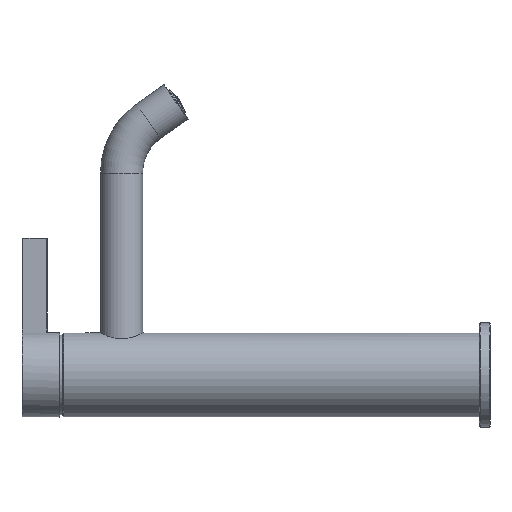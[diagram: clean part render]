
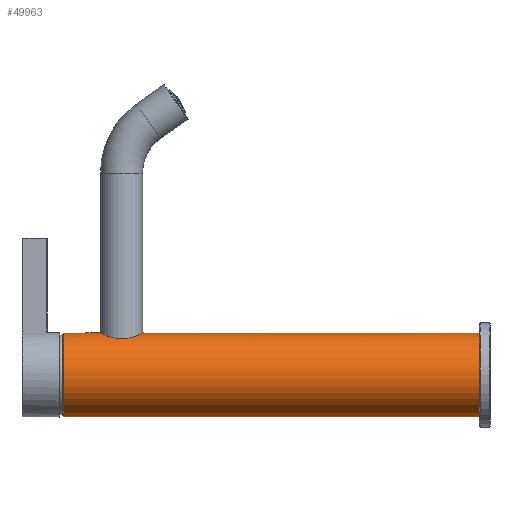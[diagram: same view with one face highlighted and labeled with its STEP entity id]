
A CAD part, left-side view. The second image highlights one B-rep face of the part: STEP entity #49963.
In plain terms, the highlighted cylindrical face has radius 20 mm (diameter 40 mm), a full revolution.
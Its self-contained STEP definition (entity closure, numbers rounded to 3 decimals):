
#8520=CYLINDRICAL_SURFACE('',#52790,20.);
#8808=B_SPLINE_CURVE_WITH_KNOTS('',3,(#68005,#68006,#68007,#68008,#68009,
#68010,#68011,#68012,#68013,#68014,#68015,#68016,#68017,#68018,#68019,#68020,
#68021,#68022,#68023,#68024,#68025,#68026),.UNSPECIFIED.,.T.,.F.,(1,1,1,
1,1,1,1,1,1,1,1,1,1,1,1,1,1,1,1,1,1,1,1,1,1,1),(-0.012,-0.008,
-0.004,0.,0.002,0.004,0.008,
0.012,0.016,0.021,0.025,
0.027,0.029,0.031,0.033,
0.037,0.041,0.045,0.049,
0.054,0.058,0.062,0.066,
0.068,0.07,0.074),.UNSPECIFIED.);
#12175=ORIENTED_EDGE('',*,*,#27567,.T.);
#12176=ORIENTED_EDGE('',*,*,#27568,.T.);
#12177=ORIENTED_EDGE('',*,*,#27566,.T.);
#27566=EDGE_CURVE('',#35271,#35271,#40440,.T.);
#27567=EDGE_CURVE('',#35272,#35272,#40441,.T.);
#27568=EDGE_CURVE('',#35273,#35273,#8808,.T.);
#35271=VERTEX_POINT('',#68001);
#35272=VERTEX_POINT('',#68004);
#35273=VERTEX_POINT('',#68027);
#40440=CIRCLE('',#52789,20.);
#40441=CIRCLE('',#52791,20.);
#41795=EDGE_LOOP('',(#12175));
#41796=EDGE_LOOP('',(#12176));
#41797=EDGE_LOOP('',(#12177));
#45079=FACE_BOUND('',#41795,.T.);
#45080=FACE_BOUND('',#41796,.T.);
#45081=FACE_BOUND('',#41797,.T.);
#49963=ADVANCED_FACE('',(#45079,#45080,#45081),#8520,.T.);
#52789=AXIS2_PLACEMENT_3D('',#68000,#56886,#56887);
#52790=AXIS2_PLACEMENT_3D('',#68002,#56888,#56889);
#52791=AXIS2_PLACEMENT_3D('',#68003,#56890,#56891);
#56886=DIRECTION('',(0.,-1.,0.));
#56887=DIRECTION('',(-1.,0.,0.));
#56888=DIRECTION('',(0.,1.,0.));
#56889=DIRECTION('',(1.,0.,0.));
#56890=DIRECTION('',(0.,1.,0.));
#56891=DIRECTION('',(0.,0.,1.));
#68000=CARTESIAN_POINT('',(0.,137.5,0.));
#68001=CARTESIAN_POINT('',(-20.,137.5,0.));
#68002=CARTESIAN_POINT('',(0.,-6.9,0.));
#68003=CARTESIAN_POINT('',(0.,-59.9,0.));
#68004=CARTESIAN_POINT('',(0.,-59.9,20.));
#68005=CARTESIAN_POINT('',(19.24,114.091,5.55));
#68006=CARTESIAN_POINT('',(19.431,110.69,4.732));
#68007=CARTESIAN_POINT('',(19.353,107.941,5.055));
#68008=CARTESIAN_POINT('',(19.109,105.367,5.95));
#68009=CARTESIAN_POINT('',(18.437,102.597,7.948));
#68010=CARTESIAN_POINT('',(16.82,100.357,11.048));
#68011=CARTESIAN_POINT('',(14.254,99.524,14.237));
#68012=CARTESIAN_POINT('',(11.058,100.347,16.816));
#68013=CARTESIAN_POINT('',(8.453,102.237,18.172));
#68014=CARTESIAN_POINT('',(6.753,104.251,18.839));
#68015=CARTESIAN_POINT('',(5.724,106.017,19.17));
#68016=CARTESIAN_POINT('',(5.06,107.922,19.351));
#68017=CARTESIAN_POINT('',(4.731,110.688,19.431));
#68018=CARTESIAN_POINT('',(5.542,114.068,19.243));
#68019=CARTESIAN_POINT('',(7.935,117.389,18.443));
#68020=CARTESIAN_POINT('',(11.035,119.637,16.828));
#68021=CARTESIAN_POINT('',(14.228,120.478,14.264));
#68022=CARTESIAN_POINT('',(16.819,119.65,11.053));
#68023=CARTESIAN_POINT('',(18.44,117.393,7.941));
#68024=CARTESIAN_POINT('',(19.24,114.091,5.55));
#68025=CARTESIAN_POINT('',(19.431,110.69,4.732));
#68026=CARTESIAN_POINT('',(19.353,107.941,5.055));
#68027=CARTESIAN_POINT('',(19.392,110.,4.894));
